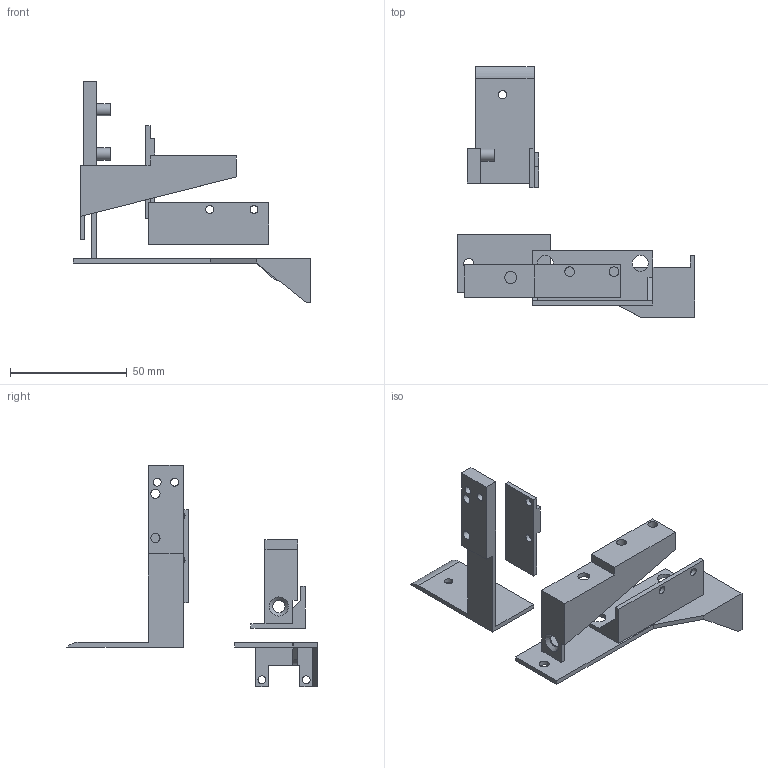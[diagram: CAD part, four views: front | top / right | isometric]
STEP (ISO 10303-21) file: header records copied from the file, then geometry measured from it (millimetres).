
FILE_DESCRIPTION(('HOOPS Exchange Step'),'2;1');
FILE_NAME('temp_export','2023-06-26T14:52:35+02:00',('mobile'),('Shapr3D Limited'),'HOOPS Exchange 2022.2','Shapr3D','Authorized');
FILE_SCHEMA( ('AUTOMOTIVE_DESIGN { 1 0 10303 214 1 1 1 1 }') );
Length unit declared in the file: millimetre
Products named in the file (1): root
Bounding box: 102 x 107.4 x 95 mm (x, y, z)
Volume: 24863.5 mm3; surface area: 23714.6 mm2
Topology: 5 solids, 5 shells, 104 faces, 287 edges, 196 vertices
Faces by surface type: plane 79, cylinder 24, cone 1
Full cylindrical faces by diameter (mm): 3.4 x8, 3.6 x1, 4 x2, 4.2 x2, 4.4 x1, 5.2 x4, 6.8 x2
Entity records: 3427 total; most frequent: CARTESIAN_POINT 588, ORIENTED_EDGE 574, DIRECTION 565, EDGE_CURVE 287, VECTOR 219, LINE 219, VERTEX_POINT 196, AXIS2_PLACEMENT_3D 173
